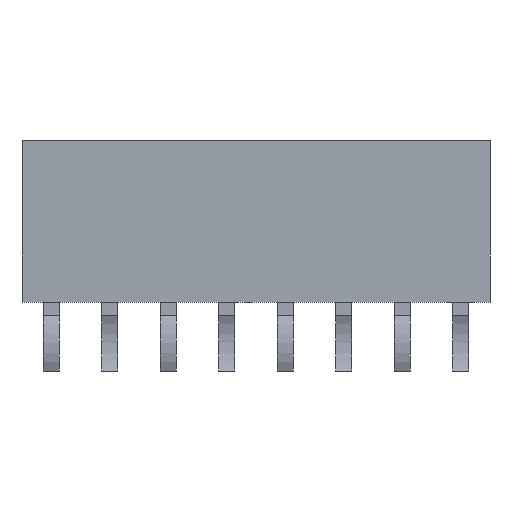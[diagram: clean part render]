
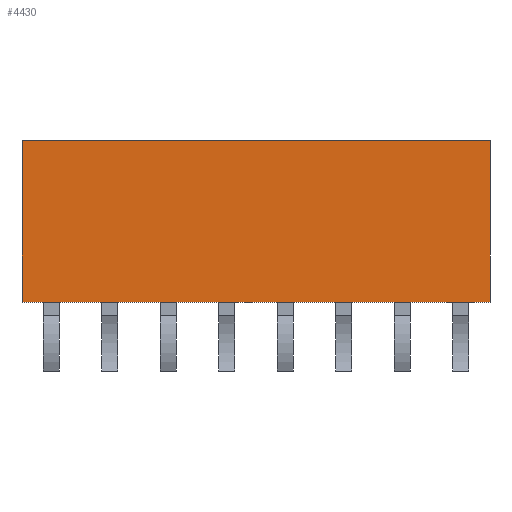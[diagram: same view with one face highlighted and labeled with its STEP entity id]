
A CAD part, front view. The second image highlights one B-rep face of the part: STEP entity #4430.
In plain terms, the highlighted planar face has unit normal (0, -1, 0).
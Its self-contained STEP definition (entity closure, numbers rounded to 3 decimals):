
#14=DIRECTION('',(1.,0.,0.));
#15=VECTOR('',#14,20.32);
#16=CARTESIAN_POINT('',(-10.16,-1.26,0.));
#17=LINE('',#16,#15);
#1030=DIRECTION('',(0.,0.,-1.));
#1031=VECTOR('',#1030,7.);
#1032=CARTESIAN_POINT('',(-10.16,-1.26,0.));
#1033=LINE('',#1032,#1031);
#1034=DIRECTION('',(0.,0.,-1.));
#1035=VECTOR('',#1034,7.);
#1036=CARTESIAN_POINT('',(10.16,-1.26,0.));
#1037=LINE('',#1036,#1035);
#1046=DIRECTION('',(1.,0.,0.));
#1047=VECTOR('',#1046,20.32);
#1048=CARTESIAN_POINT('',(-10.16,-1.26,-7.));
#1049=LINE('',#1048,#1047);
#3623=CARTESIAN_POINT('',(-10.16,-1.26,0.));
#3625=VERTEX_POINT('',#3623);
#3626=CARTESIAN_POINT('',(10.16,-1.26,0.));
#3627=VERTEX_POINT('',#3626);
#3631=CARTESIAN_POINT('',(-10.16,-1.26,-7.));
#3633=VERTEX_POINT('',#3631);
#3634=CARTESIAN_POINT('',(10.16,-1.26,-7.));
#3635=VERTEX_POINT('',#3634);
#4417=CARTESIAN_POINT('',(-10.16,-1.26,0.));
#4418=DIRECTION('',(0.,-1.,0.));
#4419=DIRECTION('',(1.,0.,0.));
#4420=AXIS2_PLACEMENT_3D('',#4417,#4418,#4419);
#4421=PLANE('',#4420);
#4422=ORIENTED_EDGE('',*,*,#4253,.T.);
#4424=ORIENTED_EDGE('',*,*,#4423,.T.);
#4426=ORIENTED_EDGE('',*,*,#4425,.F.);
#4427=ORIENTED_EDGE('',*,*,#4408,.F.);
#4428=EDGE_LOOP('',(#4422,#4424,#4426,#4427));
#4429=FACE_OUTER_BOUND('',#4428,.F.);
#4253=EDGE_CURVE('',#3625,#3627,#17,.T.);
#4408=EDGE_CURVE('',#3625,#3633,#1033,.T.);
#4423=EDGE_CURVE('',#3627,#3635,#1037,.T.);
#4425=EDGE_CURVE('',#3633,#3635,#1049,.T.);
#4430=ADVANCED_FACE('',(#4429),#4421,.T.);
